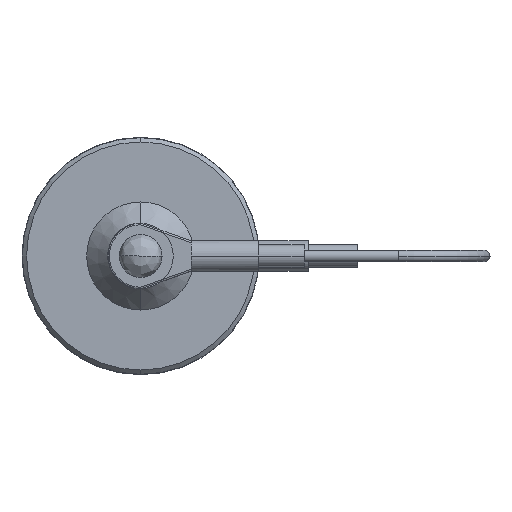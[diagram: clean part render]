
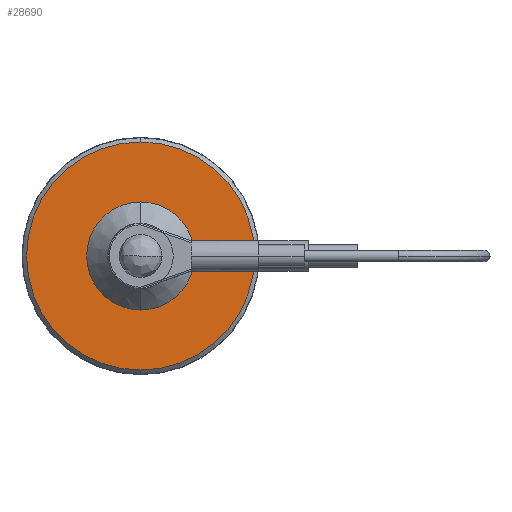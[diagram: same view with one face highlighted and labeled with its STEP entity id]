
A CAD part, left-side view. The second image highlights one B-rep face of the part: STEP entity #28690.
In plain terms, the highlighted face is planar.
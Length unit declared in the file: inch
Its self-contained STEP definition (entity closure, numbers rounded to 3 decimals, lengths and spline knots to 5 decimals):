
#420 = DIRECTION ( 'NONE',  ( 1., 0., 0. ) ) ;
#2091 = DIRECTION ( 'NONE',  ( 1., 0., 0. ) ) ;
#3847 = EDGE_CURVE ( 'NONE', #18621, #34211, #11267, .T. ) ;
#3919 = CIRCLE ( 'NONE', #21530, 0.665 ) ;
#4383 = CIRCLE ( 'NONE', #40380, 0.315 ) ;
#6585 = CARTESIAN_POINT ( 'NONE',  ( 0.315, 0., -0.14 ) ) ;
#6722 = EDGE_LOOP ( 'NONE', ( #16491, #24048 ) ) ;
#8703 = DIRECTION ( 'NONE',  ( 0., 0., 1. ) ) ;
#8913 = DIRECTION ( 'NONE',  ( 1., 0., 0. ) ) ;
#9662 = CARTESIAN_POINT ( 'NONE',  ( -0.665, 0., -0.14 ) ) ;
#10344 = DIRECTION ( 'NONE',  ( 0., 0., 1. ) ) ;
#11267 = CIRCLE ( 'NONE', #22793, 0.315 ) ;
#11272 = CARTESIAN_POINT ( 'NONE',  ( -0.315, 0., -0.14 ) ) ;
#13974 = AXIS2_PLACEMENT_3D ( 'NONE', #32719, #32500, #420 ) ;
#15071 = CARTESIAN_POINT ( 'NONE',  ( 0., 0., -0.14 ) ) ;
#15474 = DIRECTION ( 'NONE',  ( 1., 0., 0. ) ) ;
#16491 = ORIENTED_EDGE ( 'NONE', *, *, #19951, .T. ) ;
#16624 = EDGE_CURVE ( 'NONE', #34211, #18621, #4383, .T. ) ;
#18252 = DIRECTION ( 'NONE',  ( 0., 0., 1. ) ) ;
#18621 = VERTEX_POINT ( 'NONE', #11272 ) ;
#18872 = PLANE ( 'NONE',  #23834 ) ;
#19951 = EDGE_CURVE ( 'NONE', #26446, #22530, #3919, .T. ) ;
#21145 = ORIENTED_EDGE ( 'NONE', *, *, #16624, .F. ) ;
#21530 = AXIS2_PLACEMENT_3D ( 'NONE', #29885, #10344, #23313 ) ;
#21848 = CARTESIAN_POINT ( 'NONE',  ( -0.315, 0., -0.14 ) ) ;
#22530 = VERTEX_POINT ( 'NONE', #35889 ) ;
#22793 = AXIS2_PLACEMENT_3D ( 'NONE', #41630, #8703, #15474 ) ;
#23313 = DIRECTION ( 'NONE',  ( 1., 0., 0. ) ) ;
#23834 = AXIS2_PLACEMENT_3D ( 'NONE', #21848, #18252, #2091 ) ;
#24048 = ORIENTED_EDGE ( 'NONE', *, *, #35717, .T. ) ;
#25215 = FACE_OUTER_BOUND ( 'NONE', #6722, .T. ) ;
#25429 = FACE_BOUND ( 'NONE', #34331, .T. ) ;
#26446 = VERTEX_POINT ( 'NONE', #9662 ) ;
#28690 = ADVANCED_FACE ( 'NONE', ( #25215, #25429 ), #18872, .T. ) ;
#29885 = CARTESIAN_POINT ( 'NONE',  ( 0., 0., -0.14 ) ) ;
#31432 = DIRECTION ( 'NONE',  ( 0., 0., 1. ) ) ;
#32500 = DIRECTION ( 'NONE',  ( 0., 0., 1. ) ) ;
#32719 = CARTESIAN_POINT ( 'NONE',  ( 0., 0., -0.14 ) ) ;
#34211 = VERTEX_POINT ( 'NONE', #6585 ) ;
#34331 = EDGE_LOOP ( 'NONE', ( #41324, #21145 ) ) ;
#34333 = CIRCLE ( 'NONE', #13974, 0.665 ) ;
#35717 = EDGE_CURVE ( 'NONE', #22530, #26446, #34333, .T. ) ;
#35889 = CARTESIAN_POINT ( 'NONE',  ( 0.665, 0., -0.14 ) ) ;
#40380 = AXIS2_PLACEMENT_3D ( 'NONE', #15071, #31432, #8913 ) ;
#41324 = ORIENTED_EDGE ( 'NONE', *, *, #3847, .F. ) ;
#41630 = CARTESIAN_POINT ( 'NONE',  ( 0., 0., -0.14 ) ) ;
